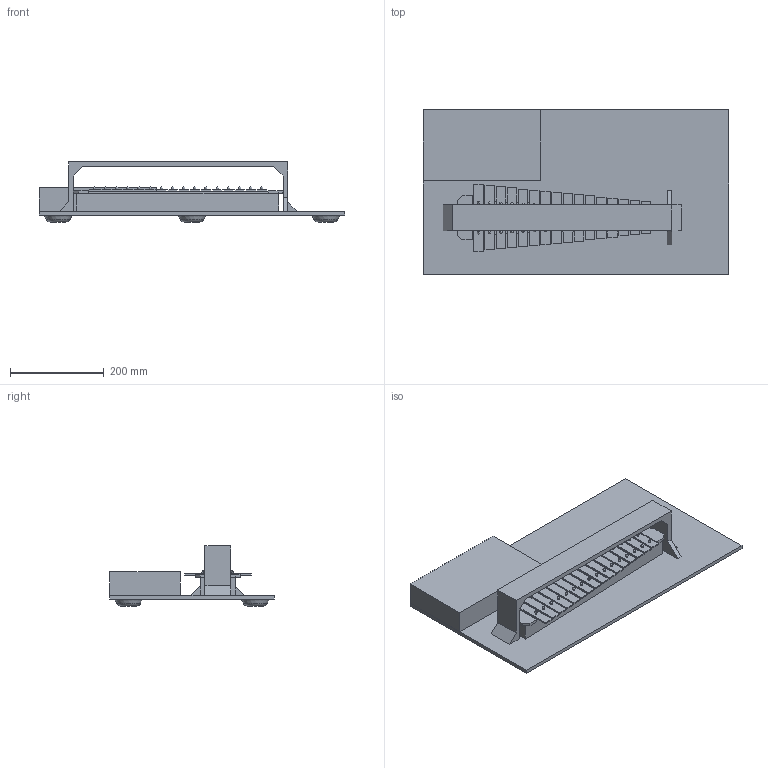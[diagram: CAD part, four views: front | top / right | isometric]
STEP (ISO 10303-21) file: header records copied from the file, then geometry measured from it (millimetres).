
FILE_DESCRIPTION(/* description */ (''),/* implementation_level */ '2;1');
FILE_NAME(/* name */ 'XyloTap.step',/* time_stamp */ '2024-08-28T00:37:16+02:00',/* author */ (''),/* organization */ (''),/* preprocessor_version */ 'ST-DEVELOPER v20',/* originating_system */ 'Autodesk Translation Framework v13.14.0.145',/* authorisation */ '');
FILE_SCHEMA (('AUTOMOTIVE_DESIGN { 1 0 10303 214 3 1 1 }'));
Length unit declared in the file: millimetre
Products named in the file (1): XyloTap
Bounding box: 650 x 350 x 128 mm (x, y, z)
Volume: 4801065.4 mm3; surface area: 952100 mm2
Topology: 60 solids, 60 shells, 352 faces, 778 edges, 514 vertices
Faces by surface type: plane 212, cylinder 96, sphere 32, torus 6, cone 6
Full cylindrical faces by diameter (mm): 4 x96
Entity records: 9911 total; most frequent: DIRECTION 1732, CARTESIAN_POINT 1613, ORIENTED_EDGE 1492, EDGE_CURVE 746, AXIS2_PLACEMENT_3D 633, VERTEX_POINT 514, EDGE_LOOP 480, LINE 466
